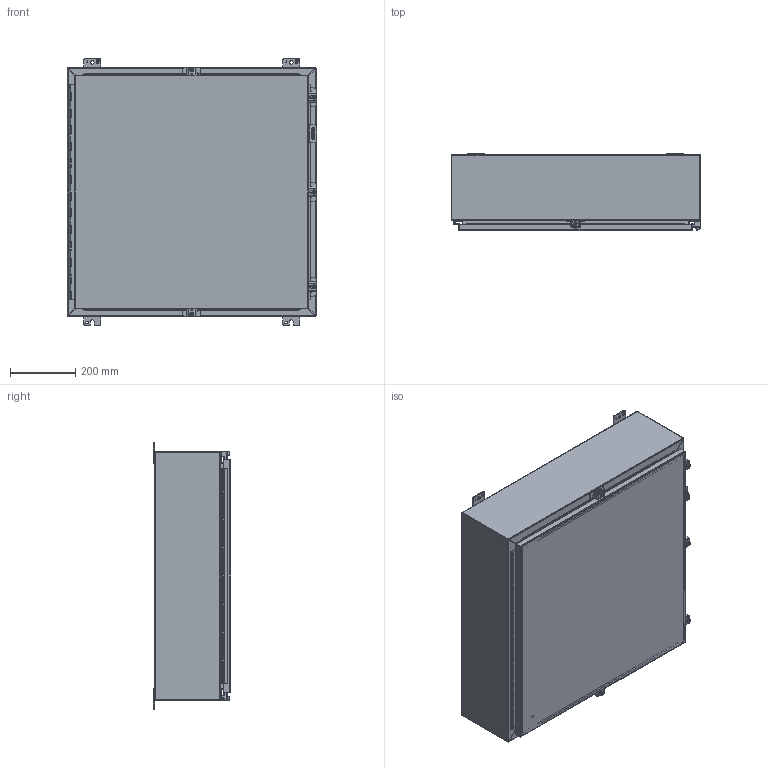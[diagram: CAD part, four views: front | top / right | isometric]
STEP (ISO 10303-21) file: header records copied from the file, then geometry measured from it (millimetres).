
FILE_DESCRIPTION (( 'STEP AP203' ), '1' );
FILE_NAME ('1418N4SSKK8_Default.step', '2019-11-01T21:03:40', ( 'ADC123' ), ( 'Microsoft' ), 'SwSTEP 2.0', 'SolidWorks 2019', '' );
FILE_SCHEMA (( 'CONFIG_CONTROL_DESIGN' ));
Products named in the file (1): 1418N4SSKK8_Default
Bounding box: 763.6 x 238.12 x 819.15 mm (x, y, z)
Volume: 5114755.5 mm3; surface area: 5256775.1 mm2
Topology: 43 solids, 44 shells, 1723 faces, 4519 edges, 2934 vertices
Faces by surface type: plane 1057, cylinder 572, bspline 84, cone 10
Entity records: 57494 total; most frequent: CARTESIAN_POINT 14755, ORIENTED_EDGE 9030, DIRECTION 8649, EDGE_CURVE 4515, LINE 3141, VECTOR 3141, VERTEX_POINT 2934, AXIS2_PLACEMENT_3D 2754
